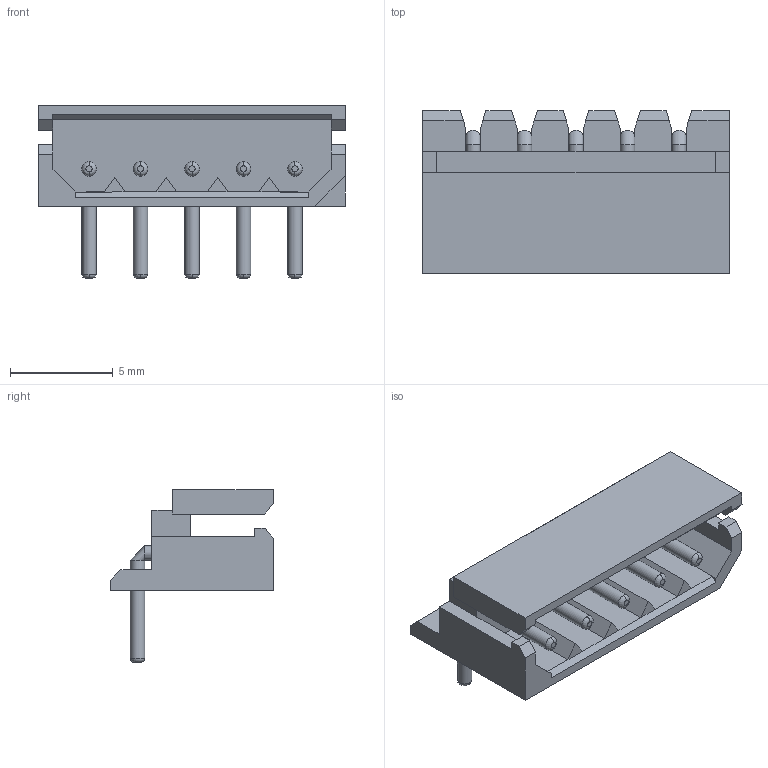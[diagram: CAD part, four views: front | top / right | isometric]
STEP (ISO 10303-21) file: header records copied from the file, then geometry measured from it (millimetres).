
FILE_DESCRIPTION(('FreeCAD Model'),'2;1');
FILE_NAME('Open CASCADE Shape Model','2021-07-20T00:10:32',('Author'),( ''),'Open CASCADE STEP processor 7.4','FreeCAD','Unknown');
FILE_SCHEMA(('AUTOMOTIVE_DESIGN { 1 0 10303 214 1 1 1 1 }'));
Length unit declared in the file: millimetre
Products named in the file (1): PIN_1_sp
Bounding box: 14.9 x 7.9 x 8.4 mm (x, y, z)
Volume: 259.4 mm3; surface area: 668.5 mm2
Topology: 1 solids, 1 shells, 154 faces, 402 edges, 250 vertices
Faces by surface type: plane 114, revolution 20, cylinder 15, torus 5
Full cylindrical faces by diameter (mm): 0.7 x15
Entity records: 5475 total; most frequent: CARTESIAN_POINT 952, ORIENTED_EDGE 784, DIRECTION 762, EDGE_CURVE 392, LINE 282, VECTOR 282, VERTEX_POINT 250, AXIS2_PLACEMENT_3D 230
